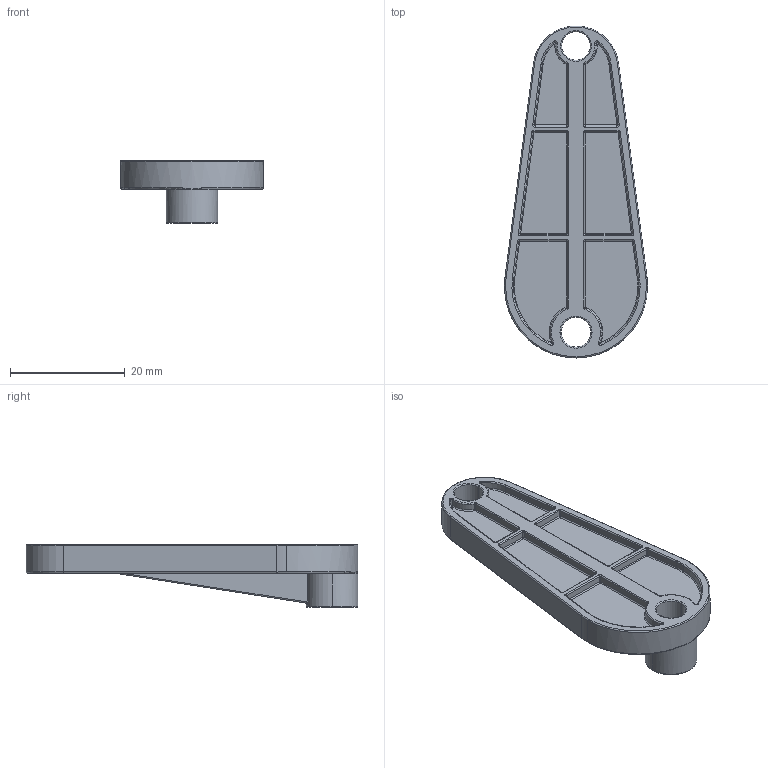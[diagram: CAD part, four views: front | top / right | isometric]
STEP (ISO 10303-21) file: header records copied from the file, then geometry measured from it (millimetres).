
FILE_DESCRIPTION (( 'STEP AP203' ), '1' );
FILE_NAME ('Moby-Bielle-V_Défaut_sldprt.STEP', '2019-11-01T12:17:16', ( '' ), ( '' ), 'SwSTEP 2.0', 'SolidWorks 2017', '' );
FILE_SCHEMA (( 'CONFIG_CONTROL_DESIGN' ));
Length unit declared in the file: millimetre
Products named in the file (1): Moby-Bielle-V_Défaut_sldprt
Bounding box: 25 x 57.97 x 11 mm (x, y, z)
Volume: 3843.7 mm3; surface area: 4103.5 mm2
Topology: 1 solids, 1 shells, 382 faces, 887 edges, 471 vertices
Faces by surface type: cylinder 163, torus 104, sphere 56, plane 54, bspline 5
Entity records: 10576 total; most frequent: DIRECTION 2100, CARTESIAN_POINT 1847, ORIENTED_EDGE 1674, AXIS2_PLACEMENT_3D 902, EDGE_CURVE 837, CIRCLE 524, VERTEX_POINT 463, EDGE_LOOP 392
